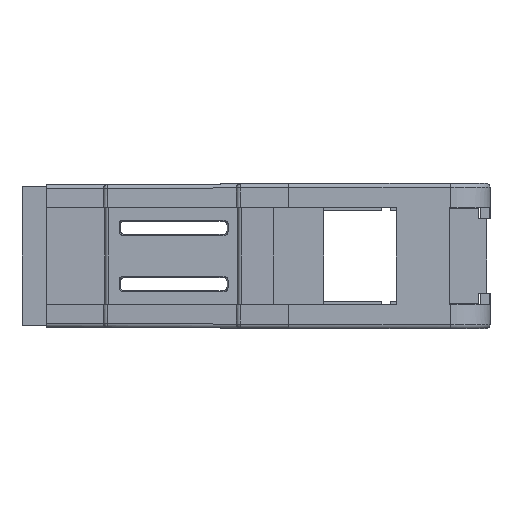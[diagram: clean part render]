
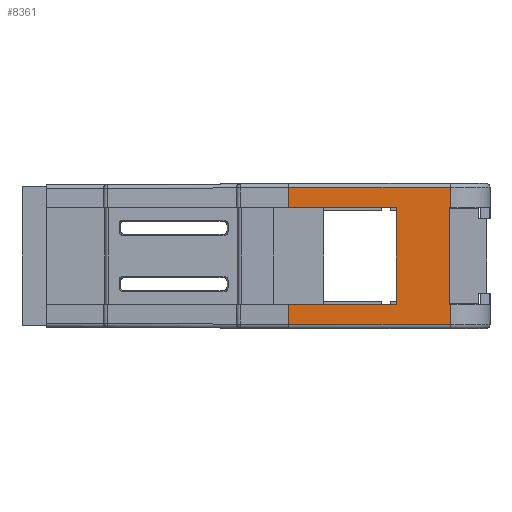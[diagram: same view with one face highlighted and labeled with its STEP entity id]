
A CAD part, left-side view. The second image highlights one B-rep face of the part: STEP entity #8361.
In plain terms, the highlighted face is planar.
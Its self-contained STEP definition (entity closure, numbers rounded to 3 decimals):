
#372 = PLANE ( 'NONE',  #17871 ) ;
#717 = DIRECTION ( 'NONE',  ( 0., -1., 0. ) ) ;
#1913 = DIRECTION ( 'NONE',  ( -0.017, 0., 1. ) ) ;
#2224 = DIRECTION ( 'NONE',  ( -0.017, 0., 1. ) ) ;
#3130 = LINE ( 'NONE', #13736, #6560 ) ;
#3218 = VERTEX_POINT ( 'NONE', #3671 ) ;
#3671 = CARTESIAN_POINT ( 'NONE',  ( -44.723, -6., 11.6 ) ) ;
#4019 = ORIENTED_EDGE ( 'NONE', *, *, #12062, .T. ) ;
#4786 = CARTESIAN_POINT ( 'NONE',  ( -44.957, 8.5, 25. ) ) ;
#5346 = DIRECTION ( 'NONE',  ( 0.017, 0., -1. ) ) ;
#5625 = VERTEX_POINT ( 'NONE', #10027 ) ;
#5636 = LINE ( 'NONE', #27306, #14801 ) ;
#5893 = VECTOR ( 'NONE', #2224, 1000. ) ;
#6153 = VERTEX_POINT ( 'NONE', #26714 ) ;
#6419 = LINE ( 'NONE', #6660, #27177 ) ;
#6543 = CARTESIAN_POINT ( 'NONE',  ( -44.957, -6., 25. ) ) ;
#6560 = VECTOR ( 'NONE', #717, 1000. ) ;
#6660 = CARTESIAN_POINT ( 'NONE',  ( -44.957, 191., 25. ) ) ;
#6690 = VECTOR ( 'NONE', #18257, 1000. ) ;
#7039 = VECTOR ( 'NONE', #27631, 1000. ) ;
#7298 = ORIENTED_EDGE ( 'NONE', *, *, #13669, .F. ) ;
#7816 = CARTESIAN_POINT ( 'NONE',  ( -44.607, 8.5, 4.913 ) ) ;
#7969 = LINE ( 'NONE', #27500, #9311 ) ;
#8178 = CARTESIAN_POINT ( 'NONE',  ( -44.607, 191., 4.913 ) ) ;
#8314 = CARTESIAN_POINT ( 'NONE',  ( -44.608, 191., 5. ) ) ;
#8361 = ADVANCED_FACE ( 'NONE', ( #16708 ), #372, .F. ) ;
#9311 = VECTOR ( 'NONE', #12430, 1000. ) ;
#9438 = CARTESIAN_POINT ( 'NONE',  ( -44.98, 6., 26.3 ) ) ;
#9942 = EDGE_CURVE ( 'NONE', #21329, #20526, #6419, .T. ) ;
#10027 = CARTESIAN_POINT ( 'NONE',  ( -44.607, 6., 4.913 ) ) ;
#10379 = ORIENTED_EDGE ( 'NONE', *, *, #20853, .F. ) ;
#10542 = LINE ( 'NONE', #21020, #19041 ) ;
#10655 = LINE ( 'NONE', #8178, #21888 ) ;
#10698 = VERTEX_POINT ( 'NONE', #26726 ) ;
#10839 = CARTESIAN_POINT ( 'NONE',  ( -44.723, 191., 11.6 ) ) ;
#11075 = VECTOR ( 'NONE', #27979, 1000. ) ;
#11556 = EDGE_CURVE ( 'NONE', #15734, #5625, #19341, .T. ) ;
#11641 = LINE ( 'NONE', #11748, #5893 ) ;
#11748 = CARTESIAN_POINT ( 'NONE',  ( -44.98, -8.5, 26.3 ) ) ;
#12062 = EDGE_CURVE ( 'NONE', #20526, #15734, #7969, .T. ) ;
#12084 = CARTESIAN_POINT ( 'NONE',  ( -44.607, -8.5, 4.913 ) ) ;
#12423 = LINE ( 'NONE', #9438, #6690 ) ;
#12430 = DIRECTION ( 'NONE',  ( 0.017, 0., -1. ) ) ;
#12553 = EDGE_CURVE ( 'NONE', #15983, #18950, #3130, .T. ) ;
#12624 = DIRECTION ( 'NONE',  ( 0., 1., 0. ) ) ;
#12971 = VERTEX_POINT ( 'NONE', #21225 ) ;
#13284 = DIRECTION ( 'NONE',  ( 0.017, 0., -1. ) ) ;
#13669 = EDGE_CURVE ( 'NONE', #6153, #10698, #25197, .T. ) ;
#13736 = CARTESIAN_POINT ( 'NONE',  ( -44.957, 191., 25. ) ) ;
#14691 = ORIENTED_EDGE ( 'NONE', *, *, #16845, .F. ) ;
#14698 = DIRECTION ( 'NONE',  ( 0.017, 0., -1. ) ) ;
#14716 = ORIENTED_EDGE ( 'NONE', *, *, #12553, .F. ) ;
#14801 = VECTOR ( 'NONE', #5346, 1000. ) ;
#14825 = ORIENTED_EDGE ( 'NONE', *, *, #22555, .T. ) ;
#14883 = ORIENTED_EDGE ( 'NONE', *, *, #28155, .T. ) ;
#15188 = DIRECTION ( 'NONE',  ( 0., 1., 0. ) ) ;
#15354 = ORIENTED_EDGE ( 'NONE', *, *, #24053, .T. ) ;
#15734 = VERTEX_POINT ( 'NONE', #7816 ) ;
#15983 = VERTEX_POINT ( 'NONE', #6543 ) ;
#16243 = CARTESIAN_POINT ( 'NONE',  ( -44.957, 6., 25. ) ) ;
#16708 = FACE_OUTER_BOUND ( 'NONE', #24284, .T. ) ;
#16845 = EDGE_CURVE ( 'NONE', #22339, #5625, #5636, .T. ) ;
#17015 = ORIENTED_EDGE ( 'NONE', *, *, #9942, .T. ) ;
#17871 = AXIS2_PLACEMENT_3D ( 'NONE', #26381, #24085, #13284 ) ;
#18257 = DIRECTION ( 'NONE',  ( -0.017, 0., 1. ) ) ;
#18950 = VERTEX_POINT ( 'NONE', #20124 ) ;
#19041 = VECTOR ( 'NONE', #14698, 1000. ) ;
#19341 = LINE ( 'NONE', #23074, #7039 ) ;
#19755 = VECTOR ( 'NONE', #1913, 1000. ) ;
#20124 = CARTESIAN_POINT ( 'NONE',  ( -44.957, -8.5, 25. ) ) ;
#20526 = VERTEX_POINT ( 'NONE', #4786 ) ;
#20853 = EDGE_CURVE ( 'NONE', #10698, #22339, #22347, .T. ) ;
#21020 = CARTESIAN_POINT ( 'NONE',  ( -44.98, -6., 26.3 ) ) ;
#21225 = CARTESIAN_POINT ( 'NONE',  ( -44.723, 6., 11.6 ) ) ;
#21329 = VERTEX_POINT ( 'NONE', #16243 ) ;
#21888 = VECTOR ( 'NONE', #24044, 1000. ) ;
#22339 = VERTEX_POINT ( 'NONE', #26718 ) ;
#22347 = LINE ( 'NONE', #8314, #11075 ) ;
#22555 = EDGE_CURVE ( 'NONE', #6153, #26772, #10655, .T. ) ;
#23074 = CARTESIAN_POINT ( 'NONE',  ( -44.607, 191., 4.913 ) ) ;
#23263 = LINE ( 'NONE', #10839, #25160 ) ;
#23624 = EDGE_CURVE ( 'NONE', #3218, #12971, #23263, .T. ) ;
#23968 = ORIENTED_EDGE ( 'NONE', *, *, #11556, .T. ) ;
#24044 = DIRECTION ( 'NONE',  ( 0., -1., 0. ) ) ;
#24053 = EDGE_CURVE ( 'NONE', #26772, #18950, #11641, .T. ) ;
#24085 = DIRECTION ( 'NONE',  ( 1., 0., 0.017 ) ) ;
#24284 = EDGE_LOOP ( 'NONE', ( #17015, #4019, #23968, #14691, #10379, #7298, #14825, #15354, #14716, #25802, #25833, #14883 ) ) ;
#25160 = VECTOR ( 'NONE', #12624, 1000. ) ;
#25197 = LINE ( 'NONE', #28005, #19755 ) ;
#25802 = ORIENTED_EDGE ( 'NONE', *, *, #26228, .T. ) ;
#25833 = ORIENTED_EDGE ( 'NONE', *, *, #23624, .T. ) ;
#26228 = EDGE_CURVE ( 'NONE', #15983, #3218, #10542, .T. ) ;
#26381 = CARTESIAN_POINT ( 'NONE',  ( -44.98, 191., 26.3 ) ) ;
#26714 = CARTESIAN_POINT ( 'NONE',  ( -44.607, -6., 4.913 ) ) ;
#26718 = CARTESIAN_POINT ( 'NONE',  ( -44.608, 6., 5. ) ) ;
#26726 = CARTESIAN_POINT ( 'NONE',  ( -44.608, -6., 5. ) ) ;
#26772 = VERTEX_POINT ( 'NONE', #12084 ) ;
#27177 = VECTOR ( 'NONE', #15188, 1000. ) ;
#27306 = CARTESIAN_POINT ( 'NONE',  ( -44.98, 6., 26.3 ) ) ;
#27500 = CARTESIAN_POINT ( 'NONE',  ( -44.98, 8.5, 26.3 ) ) ;
#27631 = DIRECTION ( 'NONE',  ( 0., -1., 0. ) ) ;
#27979 = DIRECTION ( 'NONE',  ( 0., 1., 0. ) ) ;
#28005 = CARTESIAN_POINT ( 'NONE',  ( -44.98, -6., 26.3 ) ) ;
#28155 = EDGE_CURVE ( 'NONE', #12971, #21329, #12423, .T. ) ;
